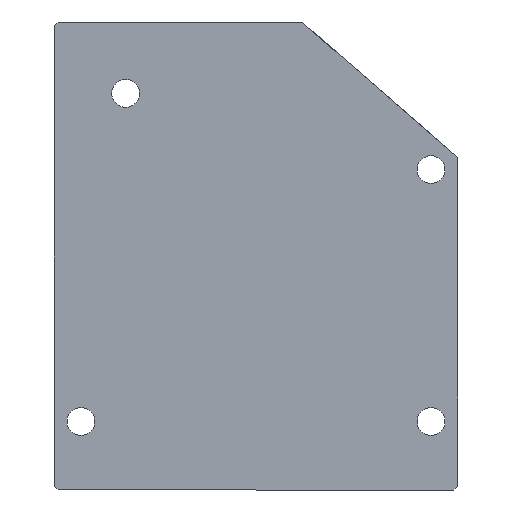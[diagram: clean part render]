
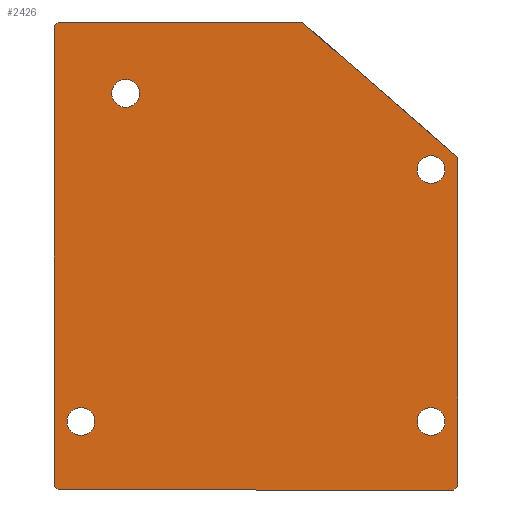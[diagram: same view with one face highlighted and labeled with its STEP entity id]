
A CAD part, front view. The second image highlights one B-rep face of the part: STEP entity #2426.
In plain terms, the highlighted planar face has unit normal (0, -1, 0).
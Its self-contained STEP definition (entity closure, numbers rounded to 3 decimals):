
#16 = EDGE_LOOP ( 'NONE', ( #3500, #1020 ) ) ;
#49 = CARTESIAN_POINT ( 'NONE',  ( -34.253, 0., 40.103 ) ) ;
#77 = CARTESIAN_POINT ( 'NONE',  ( -34.253, 0., 43.753 ) ) ;
#158 = VECTOR ( 'NONE', #1271, 1000. ) ;
#170 = CARTESIAN_POINT ( 'NONE',  ( 56.25, 0., -56.25 ) ) ;
#183 = DIRECTION ( 'NONE',  ( 0., 1., 0. ) ) ;
#197 = CARTESIAN_POINT ( 'NONE',  ( 46., 0., -38.85 ) ) ;
#318 = DIRECTION ( 'NONE',  ( 0.707, 0., -0.707 ) ) ;
#328 = VERTEX_POINT ( 'NONE', #1381 ) ;
#364 = DIRECTION ( 'NONE',  ( 0., 1., 0. ) ) ;
#411 = ORIENTED_EDGE ( 'NONE', *, *, #2324, .T. ) ;
#423 = EDGE_CURVE ( 'NONE', #2080, #4437, #3589, .T. ) ;
#445 = DIRECTION ( 'NONE',  ( 0., 0., 1. ) ) ;
#459 = DIRECTION ( 'NONE',  ( 0., 0., -1. ) ) ;
#465 = CARTESIAN_POINT ( 'NONE',  ( 46., 0., 23.704 ) ) ;
#493 = DIRECTION ( 'NONE',  ( 0., 1., 0. ) ) ;
#504 = DIRECTION ( 'NONE',  ( 0., 0., -1. ) ) ;
#527 = EDGE_CURVE ( 'NONE', #2475, #1800, #2320, .T. ) ;
#573 = ORIENTED_EDGE ( 'NONE', *, *, #691, .T. ) ;
#579 = EDGE_CURVE ( 'NONE', #1740, #4708, #2848, .T. ) ;
#589 = AXIS2_PLACEMENT_3D ( 'NONE', #2676, #493, #3056 ) ;
#593 = EDGE_CURVE ( 'NONE', #1922, #3289, #1768, .T. ) ;
#674 = ORIENTED_EDGE ( 'NONE', *, *, #593, .T. ) ;
#691 = EDGE_CURVE ( 'NONE', #1800, #1922, #889, .T. ) ;
#719 = CIRCLE ( 'NONE', #4626, 3.65 ) ;
#764 = EDGE_CURVE ( 'NONE', #3103, #2080, #4330, .T. ) ;
#838 = DIRECTION ( 'NONE',  ( 0., 0., 1. ) ) ;
#856 = EDGE_CURVE ( 'NONE', #3289, #3103, #2037, .T. ) ;
#889 = LINE ( 'NONE', #4078, #3587 ) ;
#895 = CIRCLE ( 'NONE', #2206, 3.65 ) ;
#901 = VECTOR ( 'NONE', #1112, 1000. ) ;
#929 = CARTESIAN_POINT ( 'NONE',  ( 46., 0., 27.354 ) ) ;
#934 = DIRECTION ( 'NONE',  ( 0., 1., 0. ) ) ;
#960 = FACE_BOUND ( 'NONE', #1853, .T. ) ;
#1020 = ORIENTED_EDGE ( 'NONE', *, *, #4069, .T. ) ;
#1078 = FACE_BOUND ( 'NONE', #4351, .T. ) ;
#1112 = DIRECTION ( 'NONE',  ( -1., 0., 0. ) ) ;
#1207 = CARTESIAN_POINT ( 'NONE',  ( -46., 0., -38.85 ) ) ;
#1216 = AXIS2_PLACEMENT_3D ( 'NONE', #3431, #1260, #3817 ) ;
#1260 = DIRECTION ( 'NONE',  ( 0., 1., 0. ) ) ;
#1271 = DIRECTION ( 'NONE',  ( 0., 0., 1. ) ) ;
#1273 = CARTESIAN_POINT ( 'NONE',  ( -52., 0., -60.5 ) ) ;
#1315 = CARTESIAN_POINT ( 'NONE',  ( -53., 0., -59.5 ) ) ;
#1356 = ORIENTED_EDGE ( 'NONE', *, *, #579, .T. ) ;
#1381 = CARTESIAN_POINT ( 'NONE',  ( 46., 0., -46.15 ) ) ;
#1397 = ORIENTED_EDGE ( 'NONE', *, *, #2478, .T. ) ;
#1419 = CIRCLE ( 'NONE', #2684, 3.65 ) ;
#1524 = EDGE_LOOP ( 'NONE', ( #411, #3962, #2362, #573, #674, #4087, #4046, #2413 ) ) ;
#1558 = AXIS2_PLACEMENT_3D ( 'NONE', #2332, #2693, #504 ) ;
#1567 = CARTESIAN_POINT ( 'NONE',  ( -53., 0., 61.5 ) ) ;
#1568 = VECTOR ( 'NONE', #3111, 1000. ) ;
#1650 = CARTESIAN_POINT ( 'NONE',  ( -57.25, 0., 57.25 ) ) ;
#1717 = CIRCLE ( 'NONE', #2917, 3.65 ) ;
#1740 = VERTEX_POINT ( 'NONE', #3885 ) ;
#1768 = LINE ( 'NONE', #3670, #901 ) ;
#1798 = DIRECTION ( 'NONE',  ( 0., 1., 0. ) ) ;
#1800 = VERTEX_POINT ( 'NONE', #3534 ) ;
#1853 = EDGE_LOOP ( 'NONE', ( #4447, #3771 ) ) ;
#1919 = FACE_BOUND ( 'NONE', #16, .T. ) ;
#1922 = VERTEX_POINT ( 'NONE', #3601 ) ;
#2017 = ORIENTED_EDGE ( 'NONE', *, *, #2357, .T. ) ;
#2037 = LINE ( 'NONE', #1650, #3887 ) ;
#2080 = VERTEX_POINT ( 'NONE', #1315 ) ;
#2130 = EDGE_LOOP ( 'NONE', ( #1397, #1356 ) ) ;
#2206 = AXIS2_PLACEMENT_3D ( 'NONE', #4003, #1798, #4360 ) ;
#2275 = DIRECTION ( 'NONE',  ( 1., 0., 0. ) ) ;
#2284 = EDGE_CURVE ( 'NONE', #2847, #4710, #895, .T. ) ;
#2289 = CARTESIAN_POINT ( 'NONE',  ( -34.253, 0., 47.403 ) ) ;
#2320 = LINE ( 'NONE', #3838, #158 ) ;
#2324 = EDGE_CURVE ( 'NONE', #4437, #4002, #3467, .T. ) ;
#2332 = CARTESIAN_POINT ( 'NONE',  ( 0., 0., 0. ) ) ;
#2357 = EDGE_CURVE ( 'NONE', #4486, #3283, #1419, .T. ) ;
#2362 = ORIENTED_EDGE ( 'NONE', *, *, #527, .T. ) ;
#2363 = CARTESIAN_POINT ( 'NONE',  ( -46., 0., -42.5 ) ) ;
#2394 = EDGE_CURVE ( 'NONE', #4491, #328, #4006, .T. ) ;
#2413 = ORIENTED_EDGE ( 'NONE', *, *, #423, .T. ) ;
#2426 = ADVANCED_FACE ( 'NONE', ( #3890, #1919, #1078, #960, #4750 ), #3421, .T. ) ;
#2475 = VERTEX_POINT ( 'NONE', #3093 ) ;
#2478 = EDGE_CURVE ( 'NONE', #4708, #1740, #719, .T. ) ;
#2482 = EDGE_CURVE ( 'NONE', #4002, #2475, #2538, .T. ) ;
#2496 = CIRCLE ( 'NONE', #3608, 3.65 ) ;
#2538 = LINE ( 'NONE', #170, #1568 ) ;
#2548 = VECTOR ( 'NONE', #318, 1000. ) ;
#2549 = CARTESIAN_POINT ( 'NONE',  ( -46., 0., -42.5 ) ) ;
#2622 = DIRECTION ( 'NONE',  ( 0., 1., 0. ) ) ;
#2630 = AXIS2_PLACEMENT_3D ( 'NONE', #2549, #364, #2923 ) ;
#2676 = CARTESIAN_POINT ( 'NONE',  ( 46., 0., -42.5 ) ) ;
#2684 = AXIS2_PLACEMENT_3D ( 'NONE', #465, #3029, #838 ) ;
#2693 = DIRECTION ( 'NONE',  ( 0., -1., 0. ) ) ;
#2740 = DIRECTION ( 'NONE',  ( 0., 0., 1. ) ) ;
#2803 = CIRCLE ( 'NONE', #1216, 3.65 ) ;
#2847 = VERTEX_POINT ( 'NONE', #49 ) ;
#2848 = CIRCLE ( 'NONE', #2630, 3.65 ) ;
#2869 = CARTESIAN_POINT ( 'NONE',  ( -56.25, 0., -56.25 ) ) ;
#2917 = AXIS2_PLACEMENT_3D ( 'NONE', #3120, #934, #3486 ) ;
#2923 = DIRECTION ( 'NONE',  ( 0., 0., 1. ) ) ;
#3029 = DIRECTION ( 'NONE',  ( 0., 1., 0. ) ) ;
#3031 = EDGE_CURVE ( 'NONE', #4710, #2847, #2496, .T. ) ;
#3056 = DIRECTION ( 'NONE',  ( 0., 0., 1. ) ) ;
#3093 = CARTESIAN_POINT ( 'NONE',  ( 53., 0., -59.5 ) ) ;
#3103 = VERTEX_POINT ( 'NONE', #1567 ) ;
#3111 = DIRECTION ( 'NONE',  ( 0.707, 0., 0.707 ) ) ;
#3120 = CARTESIAN_POINT ( 'NONE',  ( 46., 0., 23.704 ) ) ;
#3155 = CARTESIAN_POINT ( 'NONE',  ( -52., 0., 62.5 ) ) ;
#3283 = VERTEX_POINT ( 'NONE', #3903 ) ;
#3289 = VERTEX_POINT ( 'NONE', #3155 ) ;
#3343 = VECTOR ( 'NONE', #459, 1000. ) ;
#3421 = PLANE ( 'NONE',  #1558 ) ;
#3431 = CARTESIAN_POINT ( 'NONE',  ( 46., 0., -42.5 ) ) ;
#3467 = LINE ( 'NONE', #3744, #4337 ) ;
#3486 = DIRECTION ( 'NONE',  ( 0., 0., 1. ) ) ;
#3500 = ORIENTED_EDGE ( 'NONE', *, *, #2394, .T. ) ;
#3534 = CARTESIAN_POINT ( 'NONE',  ( 53., 0., 26.895 ) ) ;
#3587 = VECTOR ( 'NONE', #4089, 1000. ) ;
#3589 = LINE ( 'NONE', #2869, #2548 ) ;
#3601 = CARTESIAN_POINT ( 'NONE',  ( 12.041, 0., 62.5 ) ) ;
#3608 = AXIS2_PLACEMENT_3D ( 'NONE', #77, #2622, #445 ) ;
#3670 = CARTESIAN_POINT ( 'NONE',  ( 53., 0., 62.5 ) ) ;
#3744 = CARTESIAN_POINT ( 'NONE',  ( -53., 0., -60.5 ) ) ;
#3771 = ORIENTED_EDGE ( 'NONE', *, *, #2284, .T. ) ;
#3817 = DIRECTION ( 'NONE',  ( 0., 0., 1. ) ) ;
#3838 = CARTESIAN_POINT ( 'NONE',  ( 53., 0., 60.5 ) ) ;
#3885 = CARTESIAN_POINT ( 'NONE',  ( -46., 0., -46.15 ) ) ;
#3887 = VECTOR ( 'NONE', #4215, 1000. ) ;
#3890 = FACE_BOUND ( 'NONE', #2130, .T. ) ;
#3903 = CARTESIAN_POINT ( 'NONE',  ( 46., 0., 20.054 ) ) ;
#3962 = ORIENTED_EDGE ( 'NONE', *, *, #2482, .T. ) ;
#4002 = VERTEX_POINT ( 'NONE', #4488 ) ;
#4003 = CARTESIAN_POINT ( 'NONE',  ( -34.253, 0., 43.753 ) ) ;
#4006 = CIRCLE ( 'NONE', #589, 3.65 ) ;
#4046 = ORIENTED_EDGE ( 'NONE', *, *, #764, .T. ) ;
#4069 = EDGE_CURVE ( 'NONE', #328, #4491, #2803, .T. ) ;
#4078 = CARTESIAN_POINT ( 'NONE',  ( 36.128, 0., 41.561 ) ) ;
#4087 = ORIENTED_EDGE ( 'NONE', *, *, #856, .T. ) ;
#4089 = DIRECTION ( 'NONE',  ( -0.755, 0., 0.656 ) ) ;
#4122 = CARTESIAN_POINT ( 'NONE',  ( -53., 0., 60.5 ) ) ;
#4141 = EDGE_CURVE ( 'NONE', #3283, #4486, #1717, .T. ) ;
#4215 = DIRECTION ( 'NONE',  ( -0.707, 0., -0.707 ) ) ;
#4330 = LINE ( 'NONE', #4122, #3343 ) ;
#4337 = VECTOR ( 'NONE', #2275, 1000. ) ;
#4351 = EDGE_LOOP ( 'NONE', ( #2017, #4576 ) ) ;
#4360 = DIRECTION ( 'NONE',  ( 0., 0., 1. ) ) ;
#4437 = VERTEX_POINT ( 'NONE', #1273 ) ;
#4447 = ORIENTED_EDGE ( 'NONE', *, *, #3031, .T. ) ;
#4486 = VERTEX_POINT ( 'NONE', #929 ) ;
#4488 = CARTESIAN_POINT ( 'NONE',  ( 52., 0., -60.5 ) ) ;
#4491 = VERTEX_POINT ( 'NONE', #197 ) ;
#4576 = ORIENTED_EDGE ( 'NONE', *, *, #4141, .T. ) ;
#4626 = AXIS2_PLACEMENT_3D ( 'NONE', #2363, #183, #2740 ) ;
#4708 = VERTEX_POINT ( 'NONE', #1207 ) ;
#4710 = VERTEX_POINT ( 'NONE', #2289 ) ;
#4750 = FACE_OUTER_BOUND ( 'NONE', #1524, .T. ) ;
